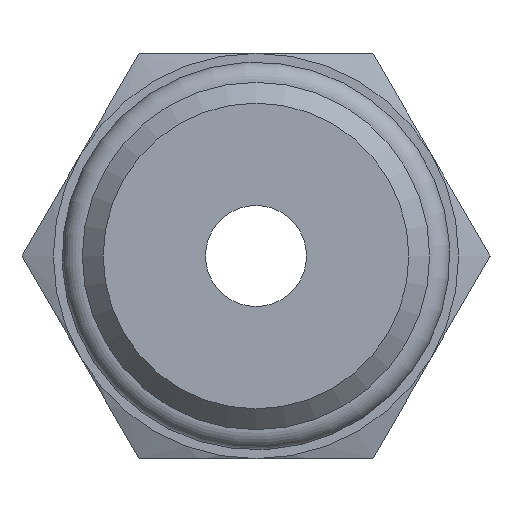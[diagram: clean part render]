
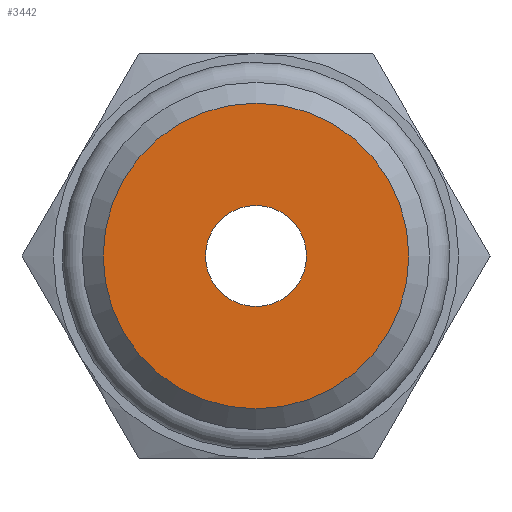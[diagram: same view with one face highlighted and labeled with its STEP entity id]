
A CAD part, left-side view. The second image highlights one B-rep face of the part: STEP entity #3442.
In plain terms, the highlighted planar face has unit normal (-1, 0, 0).
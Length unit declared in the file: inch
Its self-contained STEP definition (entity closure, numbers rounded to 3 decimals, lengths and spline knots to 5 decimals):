
#3180=CARTESIAN_POINT('',(-0.437,-0.109,0.));
#3181=VERTEX_POINT('',#3180);
#3182=CARTESIAN_POINT('',(-0.437,0.,0.));
#3183=DIRECTION('',(1.0,0.0,0.0));
#3184=DIRECTION('',(0.0,1.0,0.0));
#3185=AXIS2_PLACEMENT_3D('',#3182,#3183,#3184);
#3186=CIRCLE('',#3185,0.109);
#3187=EDGE_CURVE('',#3181,#3181,#3186,.T.);
#3416=CARTESIAN_POINT('',(-0.437,0.,0.33));
#3417=VERTEX_POINT('',#3416);
#3418=CARTESIAN_POINT('',(-0.437,0.,0.));
#3419=DIRECTION('',(1.0,0.0,0.0));
#3420=DIRECTION('',(0.0,0.0,-1.0));
#3421=AXIS2_PLACEMENT_3D('',#3418,#3419,#3420);
#3422=CIRCLE('',#3421,0.33);
#3423=EDGE_CURVE('',#3417,#3417,#3422,.T.);
#3431=CARTESIAN_POINT('',(-0.437,0.,0.));
#3432=DIRECTION('',(1.0,0.0,0.0));
#3433=DIRECTION('',(0.0,0.0,-1.0));
#3434=AXIS2_PLACEMENT_3D('',#3431,#3432,#3433);
#3435=PLANE('',#3434);
#3436=ORIENTED_EDGE('',*,*,#3423,.F.);
#3437=EDGE_LOOP('',(#3436));
#3438=FACE_OUTER_BOUND('',#3437,.T.);
#3439=ORIENTED_EDGE('',*,*,#3187,.T.);
#3440=EDGE_LOOP('',(#3439));
#3441=FACE_BOUND('',#3440,.T.);
#3442=ADVANCED_FACE('',(#3438,#3441),#3435,.F.);
